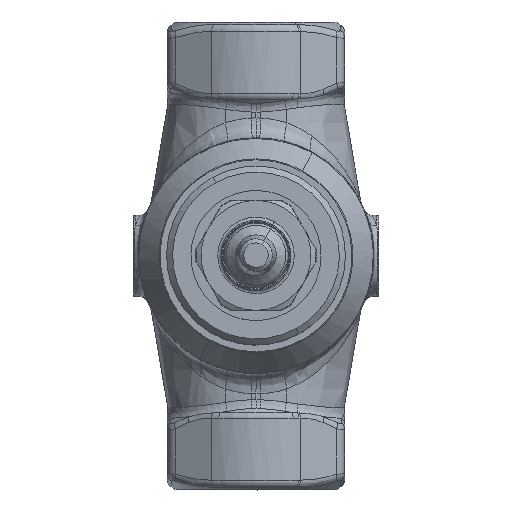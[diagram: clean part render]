
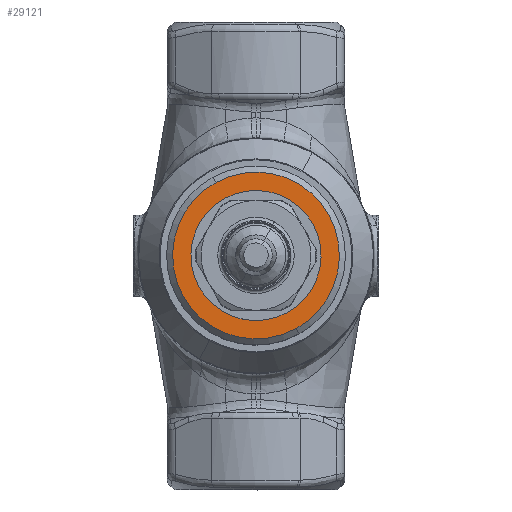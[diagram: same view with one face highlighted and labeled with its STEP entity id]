
A CAD part, top view. The second image highlights one B-rep face of the part: STEP entity #29121.
In plain terms, the highlighted planar face has unit normal (0, 0, 1).
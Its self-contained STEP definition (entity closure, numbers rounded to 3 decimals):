
#27125=CARTESIAN_POINT('Vertex',(-9.828,17.99,68.)) ;
#27132=CARTESIAN_POINT('Vertex',(9.828,-17.99,68.)) ;
#27135=CARTESIAN_POINT('Axis2P3D Location',(0.,0.,68.)) ;
#27152=CARTESIAN_POINT('Axis2P3D Location',(0.,0.,68.)) ;
#29094=CARTESIAN_POINT('Axis2P3D Location',(0.,16.,68.)) ;
#29103=CARTESIAN_POINT('Axis2P3D Location',(0.,0.,68.)) ;
#29107=CARTESIAN_POINT('Vertex',(-7.671,14.041,68.)) ;
#29109=CARTESIAN_POINT('Vertex',(7.671,-14.041,68.)) ;
#29112=CARTESIAN_POINT('Axis2P3D Location',(0.,0.,68.)) ;
#27136=DIRECTION('Axis2P3D Direction',(0.,0.,1.)) ;
#27153=DIRECTION('Axis2P3D Direction',(0.,0.,1.)) ;
#29095=DIRECTION('Axis2P3D Direction',(0.,0.,1.)) ;
#29096=DIRECTION('Axis2P3D XDirection',(1.,0.,0.)) ;
#29104=DIRECTION('Axis2P3D Direction',(0.,0.,1.)) ;
#29113=DIRECTION('Axis2P3D Direction',(0.,0.,1.)) ;
#27137=AXIS2_PLACEMENT_3D('Circle Axis2P3D',#27135,#27136,$) ;
#27154=AXIS2_PLACEMENT_3D('Circle Axis2P3D',#27152,#27153,$) ;
#29097=AXIS2_PLACEMENT_3D('Plane Axis2P3D',#29094,#29095,#29096) ;
#29105=AXIS2_PLACEMENT_3D('Circle Axis2P3D',#29103,#29104,$) ;
#29114=AXIS2_PLACEMENT_3D('Circle Axis2P3D',#29112,#29113,$) ;
#29100=ORIENTED_EDGE('',*,*,#27156,.T.) ;
#29101=ORIENTED_EDGE('',*,*,#27139,.T.) ;
#29118=ORIENTED_EDGE('',*,*,#29111,.F.) ;
#29119=ORIENTED_EDGE('',*,*,#29116,.F.) ;
#29120=FACE_BOUND('',#29117,.T.) ;
#29121=ADVANCED_FACE('Body.2',(#29102,#29120),#29098,.T.) ;
#27138=CIRCLE('generated circle',#27137,20.5) ;
#27155=CIRCLE('generated circle',#27154,20.5) ;
#29106=CIRCLE('generated circle',#29105,16.) ;
#29115=CIRCLE('generated circle',#29114,16.) ;
#27139=EDGE_CURVE('',#27126,#27133,#27138,.T.) ;
#27156=EDGE_CURVE('',#27133,#27126,#27155,.T.) ;
#29111=EDGE_CURVE('',#29108,#29110,#29106,.T.) ;
#29116=EDGE_CURVE('',#29110,#29108,#29115,.T.) ;
#29099=EDGE_LOOP('',(#29100,#29101)) ;
#29117=EDGE_LOOP('',(#29118,#29119)) ;
#29102=FACE_OUTER_BOUND('',#29099,.T.) ;
#29098=PLANE('',#29097) ;
#27126=VERTEX_POINT('',#27125) ;
#27133=VERTEX_POINT('',#27132) ;
#29108=VERTEX_POINT('',#29107) ;
#29110=VERTEX_POINT('',#29109) ;
